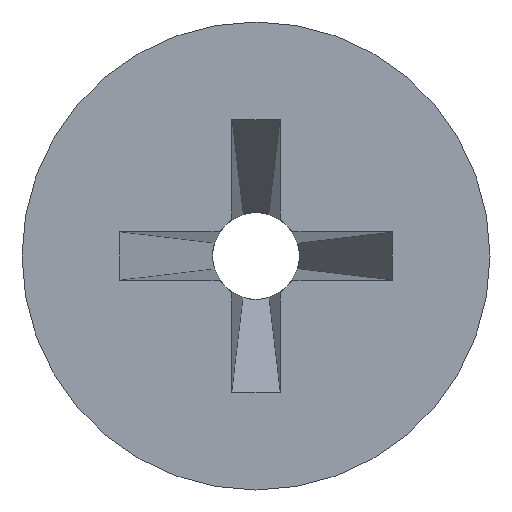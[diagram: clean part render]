
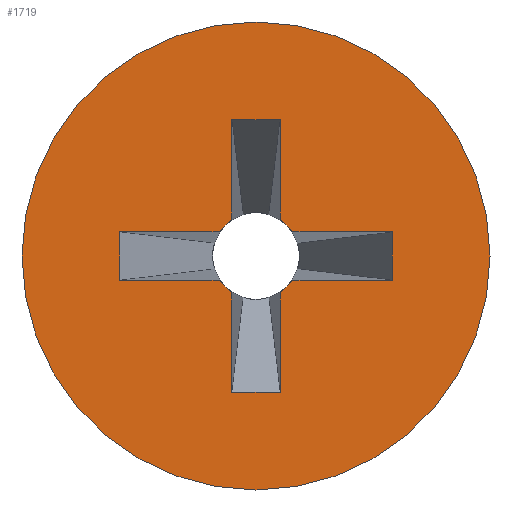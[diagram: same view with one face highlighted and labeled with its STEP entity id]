
A CAD part, left-side view. The second image highlights one B-rep face of the part: STEP entity #1719.
In plain terms, the highlighted planar face has unit normal (-1, 0, 0).
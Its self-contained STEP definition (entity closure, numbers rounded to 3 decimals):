
#115=CARTESIAN_POINT('',(0.,0.,0.));
#116=DIRECTION('',(-1.,0.,0.));
#117=DIRECTION('',(0.,1.,0.));
#118=AXIS2_PLACEMENT_3D('',#115,#116,#117);
#120=CARTESIAN_POINT('',(0.,0.,0.));
#121=DIRECTION('',(1.,0.,0.));
#122=DIRECTION('',(0.,1.,0.));
#123=AXIS2_PLACEMENT_3D('',#120,#121,#122);
#125=CARTESIAN_POINT('',(0.,0.,0.));
#126=DIRECTION('',(1.,0.,0.));
#127=DIRECTION('',(0.,-0.829,-0.559));
#128=AXIS2_PLACEMENT_3D('',#125,#126,#127);
#130=DIRECTION('',(0.,1.,0.));
#131=VECTOR('',#130,1.177);
#132=CARTESIAN_POINT('',(0.,-1.6,-0.285));
#133=LINE('',#132,#131);
#134=DIRECTION('',(0.,0.,-1.));
#135=VECTOR('',#134,0.57);
#136=CARTESIAN_POINT('',(0.,-1.6,0.285));
#137=LINE('',#136,#135);
#138=DIRECTION('',(0.,1.,0.));
#139=VECTOR('',#138,1.177);
#140=CARTESIAN_POINT('',(0.,-1.6,0.285));
#141=LINE('',#140,#139);
#142=CARTESIAN_POINT('',(0.,0.,0.));
#143=DIRECTION('',(1.,0.,0.));
#144=DIRECTION('',(0.,-0.559,0.829));
#145=AXIS2_PLACEMENT_3D('',#142,#143,#144);
#147=DIRECTION('',(0.,0.,-1.));
#148=VECTOR('',#147,1.177);
#149=CARTESIAN_POINT('',(0.,-0.285,1.6));
#150=LINE('',#149,#148);
#151=DIRECTION('',(0.,1.,0.));
#152=VECTOR('',#151,0.57);
#153=CARTESIAN_POINT('',(0.,-0.285,1.6));
#154=LINE('',#153,#152);
#155=DIRECTION('',(0.,0.,-1.));
#156=VECTOR('',#155,1.177);
#157=CARTESIAN_POINT('',(0.,0.285,1.6));
#158=LINE('',#157,#156);
#159=CARTESIAN_POINT('',(0.,0.,0.));
#160=DIRECTION('',(1.,0.,0.));
#161=DIRECTION('',(0.,0.829,0.559));
#162=AXIS2_PLACEMENT_3D('',#159,#160,#161);
#164=DIRECTION('',(0.,1.,0.));
#165=VECTOR('',#164,1.177);
#166=CARTESIAN_POINT('',(0.,0.423,0.285));
#167=LINE('',#166,#165);
#168=DIRECTION('',(0.,0.,-1.));
#169=VECTOR('',#168,0.57);
#170=CARTESIAN_POINT('',(0.,1.6,0.285));
#171=LINE('',#170,#169);
#172=DIRECTION('',(0.,1.,0.));
#173=VECTOR('',#172,1.177);
#174=CARTESIAN_POINT('',(0.,0.423,-0.285));
#175=LINE('',#174,#173);
#176=CARTESIAN_POINT('',(0.,0.,0.));
#177=DIRECTION('',(1.,0.,0.));
#178=DIRECTION('',(0.,0.559,-0.829));
#179=AXIS2_PLACEMENT_3D('',#176,#177,#178);
#181=DIRECTION('',(0.,0.,-1.));
#182=VECTOR('',#181,1.177);
#183=CARTESIAN_POINT('',(0.,0.285,-0.423));
#184=LINE('',#183,#182);
#185=DIRECTION('',(0.,1.,0.));
#186=VECTOR('',#185,0.57);
#187=CARTESIAN_POINT('',(0.,-0.285,-1.6));
#188=LINE('',#187,#186);
#189=DIRECTION('',(0.,0.,-1.));
#190=VECTOR('',#189,1.177);
#191=CARTESIAN_POINT('',(0.,-0.285,-0.423));
#192=LINE('',#191,#190);
#1590=CARTESIAN_POINT('',(0.,2.75,0.));
#1592=VERTEX_POINT('',#1590);
#1594=CARTESIAN_POINT('',(0.,-2.75,0.));
#1596=VERTEX_POINT('',#1594);
#1619=CARTESIAN_POINT('',(0.,-0.423,-0.285));
#1620=CARTESIAN_POINT('',(0.,-0.285,-0.423));
#1621=VERTEX_POINT('',#1619);
#1622=VERTEX_POINT('',#1620);
#1623=CARTESIAN_POINT('',(0.,0.285,-0.423));
#1624=CARTESIAN_POINT('',(0.,0.423,-0.285));
#1625=VERTEX_POINT('',#1623);
#1626=VERTEX_POINT('',#1624);
#1627=CARTESIAN_POINT('',(0.,0.423,0.285));
#1628=CARTESIAN_POINT('',(0.,0.285,0.423));
#1629=VERTEX_POINT('',#1627);
#1630=VERTEX_POINT('',#1628);
#1631=CARTESIAN_POINT('',(0.,-0.285,0.423));
#1632=CARTESIAN_POINT('',(0.,-0.423,0.285));
#1633=VERTEX_POINT('',#1631);
#1634=VERTEX_POINT('',#1632);
#1650=CARTESIAN_POINT('',(0.,-1.6,0.285));
#1651=CARTESIAN_POINT('',(0.,-1.6,-0.285));
#1652=VERTEX_POINT('',#1650);
#1653=VERTEX_POINT('',#1651);
#1654=CARTESIAN_POINT('',(0.,-0.285,1.6));
#1655=CARTESIAN_POINT('',(0.,0.285,1.6));
#1656=VERTEX_POINT('',#1654);
#1657=VERTEX_POINT('',#1655);
#1658=CARTESIAN_POINT('',(0.,1.6,0.285));
#1659=CARTESIAN_POINT('',(0.,1.6,-0.285));
#1660=VERTEX_POINT('',#1658);
#1661=VERTEX_POINT('',#1659);
#1662=CARTESIAN_POINT('',(0.,-0.285,-1.6));
#1663=CARTESIAN_POINT('',(0.,0.285,-1.6));
#1664=VERTEX_POINT('',#1662);
#1665=VERTEX_POINT('',#1663);
#1674=CARTESIAN_POINT('',(0.,0.,0.));
#1675=DIRECTION('',(1.,0.,0.));
#1676=DIRECTION('',(0.,-1.,0.));
#1677=AXIS2_PLACEMENT_3D('',#1674,#1675,#1676);
#1678=PLANE('',#1677);
#1680=ORIENTED_EDGE('',*,*,#1679,.F.);
#1682=ORIENTED_EDGE('',*,*,#1681,.T.);
#1683=EDGE_LOOP('',(#1680,#1682));
#1684=FACE_OUTER_BOUND('',#1683,.F.);
#1686=ORIENTED_EDGE('',*,*,#1685,.F.);
#1688=ORIENTED_EDGE('',*,*,#1687,.F.);
#1690=ORIENTED_EDGE('',*,*,#1689,.F.);
#1692=ORIENTED_EDGE('',*,*,#1691,.T.);
#1694=ORIENTED_EDGE('',*,*,#1693,.F.);
#1696=ORIENTED_EDGE('',*,*,#1695,.F.);
#1698=ORIENTED_EDGE('',*,*,#1697,.T.);
#1700=ORIENTED_EDGE('',*,*,#1699,.T.);
#1702=ORIENTED_EDGE('',*,*,#1701,.F.);
#1704=ORIENTED_EDGE('',*,*,#1703,.T.);
#1706=ORIENTED_EDGE('',*,*,#1705,.T.);
#1708=ORIENTED_EDGE('',*,*,#1707,.F.);
#1710=ORIENTED_EDGE('',*,*,#1709,.F.);
#1712=ORIENTED_EDGE('',*,*,#1711,.T.);
#1714=ORIENTED_EDGE('',*,*,#1713,.F.);
#1716=ORIENTED_EDGE('',*,*,#1715,.F.);
#1717=EDGE_LOOP('',(#1686,#1688,#1690,#1692,#1694,#1696,#1698,#1700,#1702,#1704,
#1706,#1708,#1710,#1712,#1714,#1716));
#1718=FACE_BOUND('',#1717,.F.);
#119=CIRCLE('',#118,2.75);
#124=CIRCLE('',#123,2.75);
#129=CIRCLE('',#128,0.51);
#146=CIRCLE('',#145,0.51);
#163=CIRCLE('',#162,0.51);
#180=CIRCLE('',#179,0.51);
#1679=EDGE_CURVE('',#1592,#1596,#119,.T.);
#1681=EDGE_CURVE('',#1592,#1596,#124,.T.);
#1685=EDGE_CURVE('',#1621,#1622,#129,.T.);
#1687=EDGE_CURVE('',#1653,#1621,#133,.T.);
#1689=EDGE_CURVE('',#1652,#1653,#137,.T.);
#1691=EDGE_CURVE('',#1652,#1634,#141,.T.);
#1693=EDGE_CURVE('',#1633,#1634,#146,.T.);
#1695=EDGE_CURVE('',#1656,#1633,#150,.T.);
#1697=EDGE_CURVE('',#1656,#1657,#154,.T.);
#1699=EDGE_CURVE('',#1657,#1630,#158,.T.);
#1701=EDGE_CURVE('',#1629,#1630,#163,.T.);
#1703=EDGE_CURVE('',#1629,#1660,#167,.T.);
#1705=EDGE_CURVE('',#1660,#1661,#171,.T.);
#1707=EDGE_CURVE('',#1626,#1661,#175,.T.);
#1709=EDGE_CURVE('',#1625,#1626,#180,.T.);
#1711=EDGE_CURVE('',#1625,#1665,#184,.T.);
#1713=EDGE_CURVE('',#1664,#1665,#188,.T.);
#1715=EDGE_CURVE('',#1622,#1664,#192,.T.);
#1719=ADVANCED_FACE('',(#1684,#1718),#1678,.F.);
